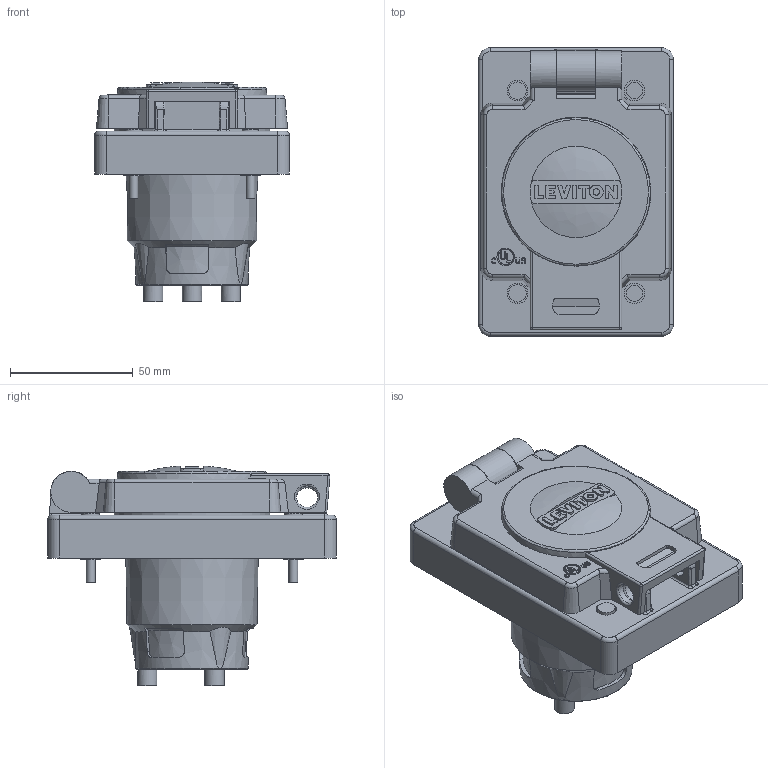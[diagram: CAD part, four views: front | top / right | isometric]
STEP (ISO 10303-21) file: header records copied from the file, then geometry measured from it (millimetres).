
FILE_DESCRIPTION (( 'STEP AP214' ), '1' );
FILE_NAME ('CATSTD-97W47-00S-M01.STEP', '2022-09-15T13:16:04', ( '' ), ( '' ), 'SwSTEP 2.0', 'SolidWorks 2020', '' );
FILE_SCHEMA (( 'AUTOMOTIVE_DESIGN' ));
Length unit declared in the file: inch
Products named in the file (1): CATSTD-97W47-00S-M01
Bounding box: 79.38 x 117.47 x 89.56 mm (x, y, z)
Volume: 353594.5 mm3; surface area: 51585.2 mm2
Topology: 1 solids, 1 shells, 442 faces, 1267 edges, 872 vertices
Faces by surface type: plane 205, cylinder 168, cone 23, torus 22, bspline 22, sphere 2
Full cylindrical faces by diameter (mm): 2.682 x1, 3.556 x4, 4.775 x4, 5.588 x1, 6.238 x1, 6.604 x2, 7.112 x2, 7.137 x1, 7.887 x1, 7.925 x6, 8.382 x4, 8.687 x4, 11.963 x2, 63.5 x1
Entity records: 20693 total; most frequent: CARTESIAN_POINT 10289, ORIENTED_EDGE 2428, DIRECTION 1612, EDGE_CURVE 1214, VERTEX_POINT 866, B_SPLINE_CURVE_WITH_KNOTS 557, AXIS2_PLACEMENT_3D 547, EDGE_LOOP 546
